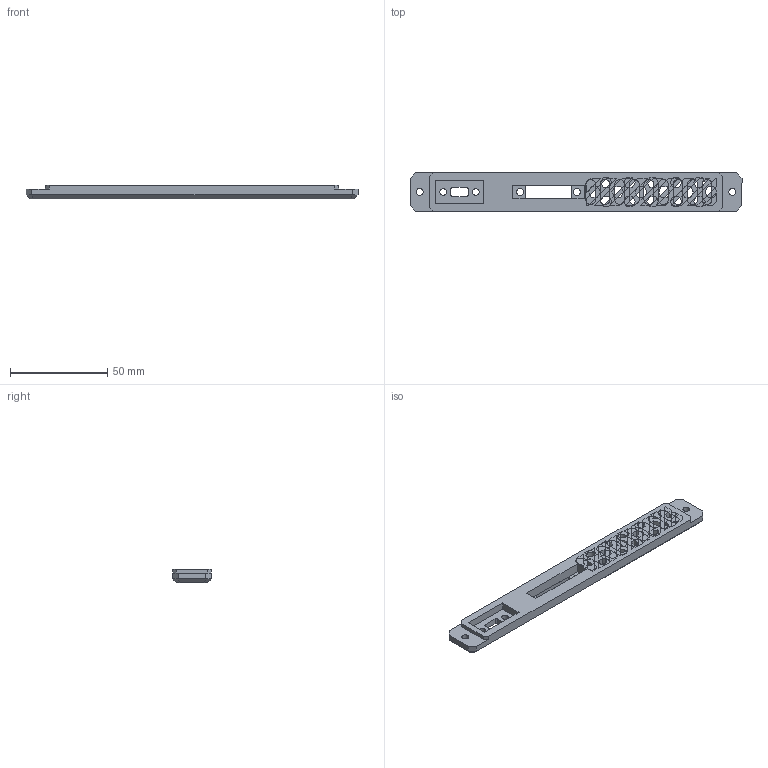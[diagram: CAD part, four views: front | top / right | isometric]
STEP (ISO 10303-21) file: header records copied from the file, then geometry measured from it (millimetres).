
FILE_DESCRIPTION(/* description */ (''),/* implementation_level */ '2;1');
FILE_NAME(/* name */ 'Front Panel - MicroSD, USB C.step',/* time_stamp */ '2022-08-15T21:58:44-05:00',/* author */ (''),/* organization */ (''),/* preprocessor_version */ 'ST-DEVELOPER v19',/* originating_system */ 'Autodesk Translation Framework v11.7.0.108',/* authorisation */ '');
FILE_SCHEMA (('AUTOMOTIVE_DESIGN { 1 0 10303 214 3 1 1 }'));
Length unit declared in the file: millimetre
Products named in the file (4): USB C; MicroSD, USB C, Hexagons; MicroSD, USB C, Slots; MicroSD, USB C, Slats
Assembly tree (3 placements, depth 2):
  USB C
    MicroSD, USB C, Hexagons
    MicroSD, USB C, Slots
    MicroSD, USB C, Slats
Bounding box: 170.99 x 20 x 7 mm (x, y, z)
Surface area: 32676.8 mm2
Topology: 3 solids, 3 shells, 339 faces, 966 edges, 636 vertices
Faces by surface type: plane 291, cylinder 48
Full cylindrical faces by diameter (mm): 3.5 x6, 3.6 x12
Entity records: 11217 total; most frequent: CARTESIAN_POINT 1948, ORIENTED_EDGE 1932, DIRECTION 1754, EDGE_CURVE 966, LINE 870, VECTOR 870, VERTEX_POINT 636, EDGE_LOOP 460
